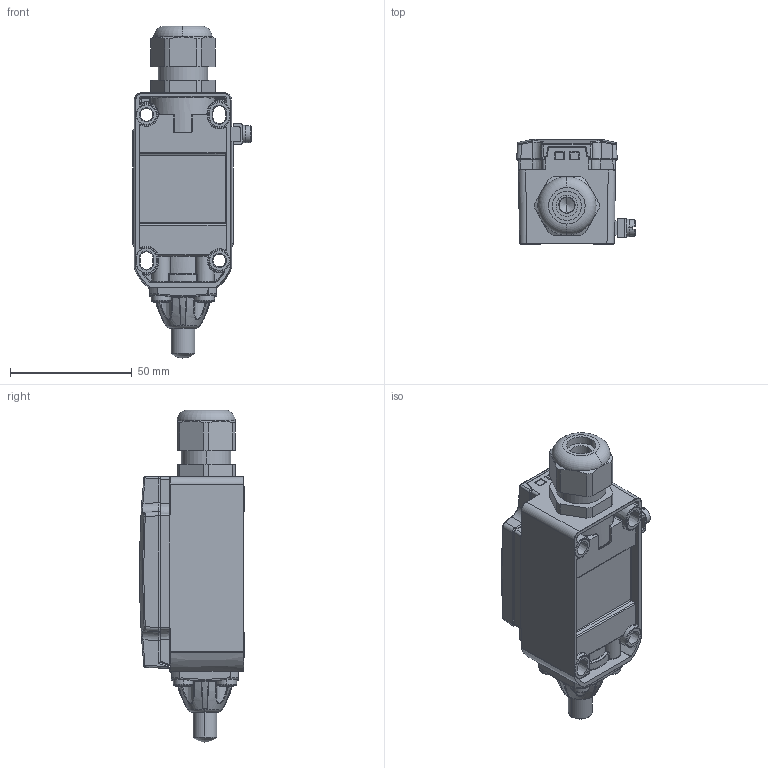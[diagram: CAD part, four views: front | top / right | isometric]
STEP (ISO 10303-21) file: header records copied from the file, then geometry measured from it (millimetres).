
FILE_DESCRIPTION((''),'2;1');
FILE_NAME('1400703_SW0004','2016-05-03T',('sharbsmeier'),('.steute Schaltgeräte GmbH, Löhne'),'PRO/ENGINEER BY PARAMETRIC TECHNOLOGY CORPORATION, 2015070','PRO/ENGINEER BY PARAMETRIC TECHNOLOGY CORPORATION, 2015070','');
FILE_SCHEMA(('CONFIG_CONTROL_DESIGN'));
Products named in the file (1): 1400703_SW0004
Bounding box: 48.81 x 43.17 x 136.6 mm (x, y, z)
Surface area: 39085.9 mm2 (no closed solid volume)
Topology: 0 solids, 21 shells, 1355 faces, 3990 edges, 2575 vertices
Faces by surface type: plane 398, cylinder 338, bspline 268, torus 108, cone 103, extrusion 101, sphere 39
Entity records: 59323 total; most frequent: CARTESIAN_POINT 26374, ORIENTED_EDGE 7041, DIRECTION 6072, EDGE_CURVE 3959, VERTEX_POINT 2575, AXIS2_PLACEMENT_3D 2169, VECTOR 1734, LINE 1633
